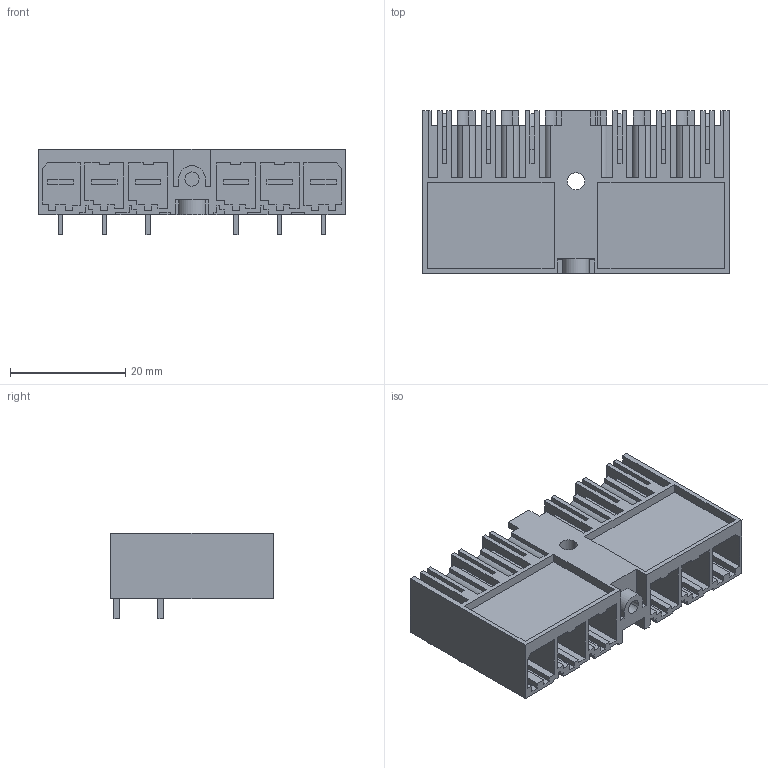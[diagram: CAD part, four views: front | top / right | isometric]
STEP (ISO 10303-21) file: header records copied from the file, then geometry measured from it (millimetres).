
FILE_DESCRIPTION(('CATIA V5R22 STEP214','CAx-IF Rec.Pracs.--- Model Styling and Organization---1.4--- 2014-01-23'),'2;1');
FILE_NAME ('D1447740_3_1048740000_1048740000.stp','2023-05-15T08:18:55+00:00',('none'),('Weidmueller'),'CATIA Version 5-6 Release 2016 SP3 HF44','CATIA V5 STEP AP214','none');
FILE_SCHEMA(('AUTOMOTIVE_DESIGN { 1 0 10303 214 1 1 1 1 }'));
Length unit declared in the file: millimetre
Products named in the file (1): 1048740000
Bounding box: 53.34 x 28.3 x 14.9 mm (x, y, z)
Volume: 9188.5 mm3; surface area: 12887.1 mm2
Topology: 7 solids, 7 shells, 526 faces, 1538 edges, 1030 vertices
Faces by surface type: plane 498, cylinder 28
Entity records: 16164 total; most frequent: ORIENTED_EDGE 3076, CARTESIAN_POINT 2909, DIRECTION 2201, EDGE_CURVE 1538, VECTOR 1472, LINE 1472, VERTEX_POINT 1030, EDGE_LOOP 546
